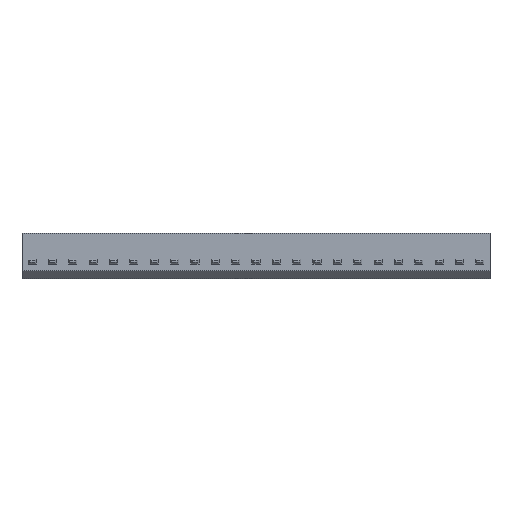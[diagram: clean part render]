
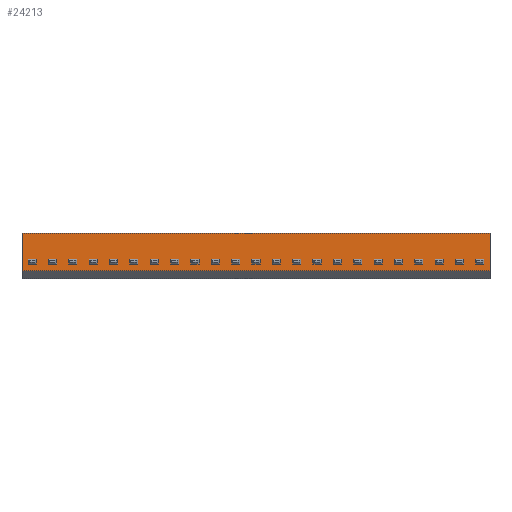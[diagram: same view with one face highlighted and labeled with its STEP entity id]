
A CAD part, top view. The second image highlights one B-rep face of the part: STEP entity #24213.
In plain terms, the highlighted planar face has unit normal (0, 0, 1).
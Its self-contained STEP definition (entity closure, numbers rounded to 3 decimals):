
#24213 = ADVANCED_FACE('',(#24214),#24228,.T.);
#24214 = FACE_BOUND('',#24215,.T.);
#24215 = EDGE_LOOP('',(#24216,#24251,#24279,#24307));
#24216 = ORIENTED_EDGE('',*,*,#24217,.T.);
#24217 = EDGE_CURVE('',#24218,#24220,#24222,.T.);
#24218 = VERTEX_POINT('',#24219);
#24219 = CARTESIAN_POINT('',(-1.25,-1.1,3.2));
#24220 = VERTEX_POINT('',#24221);
#24221 = CARTESIAN_POINT('',(56.25,-1.1,3.2));
#24222 = SURFACE_CURVE('',#24223,(#24227,#24239),.PCURVE_S1.);
#24223 = LINE('',#24224,#24225);
#24224 = CARTESIAN_POINT('',(-1.25,-1.1,3.2));
#24225 = VECTOR('',#24226,1.);
#24226 = DIRECTION('',(1.,0.,0.));
#24227 = PCURVE('',#24228,#24233);
#24228 = PLANE('',#24229);
#24229 = AXIS2_PLACEMENT_3D('',#24230,#24231,#24232);
#24230 = CARTESIAN_POINT('',(-1.25,-1.1,3.2));
#24231 = DIRECTION('',(0.,0.,1.));
#24232 = DIRECTION('',(0.,1.,0.));
#24233 = DEFINITIONAL_REPRESENTATION('',(#24234),#24238);
#24234 = LINE('',#24235,#24236);
#24235 = CARTESIAN_POINT('',(0.,0.));
#24236 = VECTOR('',#24237,1.);
#24237 = DIRECTION('',(0.,-1.));
#24238 = ( GEOMETRIC_REPRESENTATION_CONTEXT(2) 
PARAMETRIC_REPRESENTATION_CONTEXT() REPRESENTATION_CONTEXT('2D SPACE',''
  ) );
#24239 = PCURVE('',#24240,#24245);
#24240 = PLANE('',#24241);
#24241 = AXIS2_PLACEMENT_3D('',#24242,#24243,#24244);
#24242 = CARTESIAN_POINT('',(-1.25,-1.1,3.2));
#24243 = DIRECTION('',(0.,0.707,-0.707));
#24244 = DIRECTION('',(0.,-0.707,-0.707));
#24245 = DEFINITIONAL_REPRESENTATION('',(#24246),#24250);
#24246 = LINE('',#24247,#24248);
#24247 = CARTESIAN_POINT('',(0.,0.));
#24248 = VECTOR('',#24249,1.);
#24249 = DIRECTION('',(0.,-1.));
#24250 = ( GEOMETRIC_REPRESENTATION_CONTEXT(2) 
PARAMETRIC_REPRESENTATION_CONTEXT() REPRESENTATION_CONTEXT('2D SPACE',''
  ) );
#24251 = ORIENTED_EDGE('',*,*,#24252,.T.);
#24252 = EDGE_CURVE('',#24220,#24253,#24255,.T.);
#24253 = VERTEX_POINT('',#24254);
#24254 = CARTESIAN_POINT('',(56.25,3.5,3.2));
#24255 = SURFACE_CURVE('',#24256,(#24260,#24267),.PCURVE_S1.);
#24256 = LINE('',#24257,#24258);
#24257 = CARTESIAN_POINT('',(56.25,-1.1,3.2));
#24258 = VECTOR('',#24259,1.);
#24259 = DIRECTION('',(0.,1.,0.));
#24260 = PCURVE('',#24228,#24261);
#24261 = DEFINITIONAL_REPRESENTATION('',(#24262),#24266);
#24262 = LINE('',#24263,#24264);
#24263 = CARTESIAN_POINT('',(0.,-57.5));
#24264 = VECTOR('',#24265,1.);
#24265 = DIRECTION('',(1.,0.));
#24266 = ( GEOMETRIC_REPRESENTATION_CONTEXT(2) 
PARAMETRIC_REPRESENTATION_CONTEXT() REPRESENTATION_CONTEXT('2D SPACE',''
  ) );
#24267 = PCURVE('',#24268,#24273);
#24268 = PLANE('',#24269);
#24269 = AXIS2_PLACEMENT_3D('',#24270,#24271,#24272);
#24270 = CARTESIAN_POINT('',(56.25,0.951,1.622));
#24271 = DIRECTION('',(1.,0.,0.));
#24272 = DIRECTION('',(0.,0.,1.));
#24273 = DEFINITIONAL_REPRESENTATION('',(#24274),#24278);
#24274 = LINE('',#24275,#24276);
#24275 = CARTESIAN_POINT('',(1.578,2.051));
#24276 = VECTOR('',#24277,1.);
#24277 = DIRECTION('',(0.,-1.));
#24278 = ( GEOMETRIC_REPRESENTATION_CONTEXT(2) 
PARAMETRIC_REPRESENTATION_CONTEXT() REPRESENTATION_CONTEXT('2D SPACE',''
  ) );
#24279 = ORIENTED_EDGE('',*,*,#24280,.F.);
#24280 = EDGE_CURVE('',#24281,#24253,#24283,.T.);
#24281 = VERTEX_POINT('',#24282);
#24282 = CARTESIAN_POINT('',(-1.25,3.5,3.2));
#24283 = SURFACE_CURVE('',#24284,(#24288,#24295),.PCURVE_S1.);
#24284 = LINE('',#24285,#24286);
#24285 = CARTESIAN_POINT('',(-1.25,3.5,3.2));
#24286 = VECTOR('',#24287,1.);
#24287 = DIRECTION('',(1.,0.,0.));
#24288 = PCURVE('',#24228,#24289);
#24289 = DEFINITIONAL_REPRESENTATION('',(#24290),#24294);
#24290 = LINE('',#24291,#24292);
#24291 = CARTESIAN_POINT('',(4.6,0.));
#24292 = VECTOR('',#24293,1.);
#24293 = DIRECTION('',(0.,-1.));
#24294 = ( GEOMETRIC_REPRESENTATION_CONTEXT(2) 
PARAMETRIC_REPRESENTATION_CONTEXT() REPRESENTATION_CONTEXT('2D SPACE',''
  ) );
#24295 = PCURVE('',#24296,#24301);
#24296 = PLANE('',#24297);
#24297 = AXIS2_PLACEMENT_3D('',#24298,#24299,#24300);
#24298 = CARTESIAN_POINT('',(-1.25,3.5,3.2));
#24299 = DIRECTION('',(0.,1.,0.));
#24300 = DIRECTION('',(0.,0.,-1.));
#24301 = DEFINITIONAL_REPRESENTATION('',(#24302),#24306);
#24302 = LINE('',#24303,#24304);
#24303 = CARTESIAN_POINT('',(0.,0.));
#24304 = VECTOR('',#24305,1.);
#24305 = DIRECTION('',(0.,-1.));
#24306 = ( GEOMETRIC_REPRESENTATION_CONTEXT(2) 
PARAMETRIC_REPRESENTATION_CONTEXT() REPRESENTATION_CONTEXT('2D SPACE',''
  ) );
#24307 = ORIENTED_EDGE('',*,*,#24308,.F.);
#24308 = EDGE_CURVE('',#24218,#24281,#24309,.T.);
#24309 = SURFACE_CURVE('',#24310,(#24314,#24321),.PCURVE_S1.);
#24310 = LINE('',#24311,#24312);
#24311 = CARTESIAN_POINT('',(-1.25,-1.1,3.2));
#24312 = VECTOR('',#24313,1.);
#24313 = DIRECTION('',(0.,1.,0.));
#24314 = PCURVE('',#24228,#24315);
#24315 = DEFINITIONAL_REPRESENTATION('',(#24316),#24320);
#24316 = LINE('',#24317,#24318);
#24317 = CARTESIAN_POINT('',(0.,0.));
#24318 = VECTOR('',#24319,1.);
#24319 = DIRECTION('',(1.,0.));
#24320 = ( GEOMETRIC_REPRESENTATION_CONTEXT(2) 
PARAMETRIC_REPRESENTATION_CONTEXT() REPRESENTATION_CONTEXT('2D SPACE',''
  ) );
#24321 = PCURVE('',#24322,#24327);
#24322 = PLANE('',#24323);
#24323 = AXIS2_PLACEMENT_3D('',#24324,#24325,#24326);
#24324 = CARTESIAN_POINT('',(-1.25,0.951,1.622));
#24325 = DIRECTION('',(1.,0.,0.));
#24326 = DIRECTION('',(0.,0.,1.));
#24327 = DEFINITIONAL_REPRESENTATION('',(#24328),#24332);
#24328 = LINE('',#24329,#24330);
#24329 = CARTESIAN_POINT('',(1.578,2.051));
#24330 = VECTOR('',#24331,1.);
#24331 = DIRECTION('',(0.,-1.));
#24332 = ( GEOMETRIC_REPRESENTATION_CONTEXT(2) 
PARAMETRIC_REPRESENTATION_CONTEXT() REPRESENTATION_CONTEXT('2D SPACE',''
  ) );
